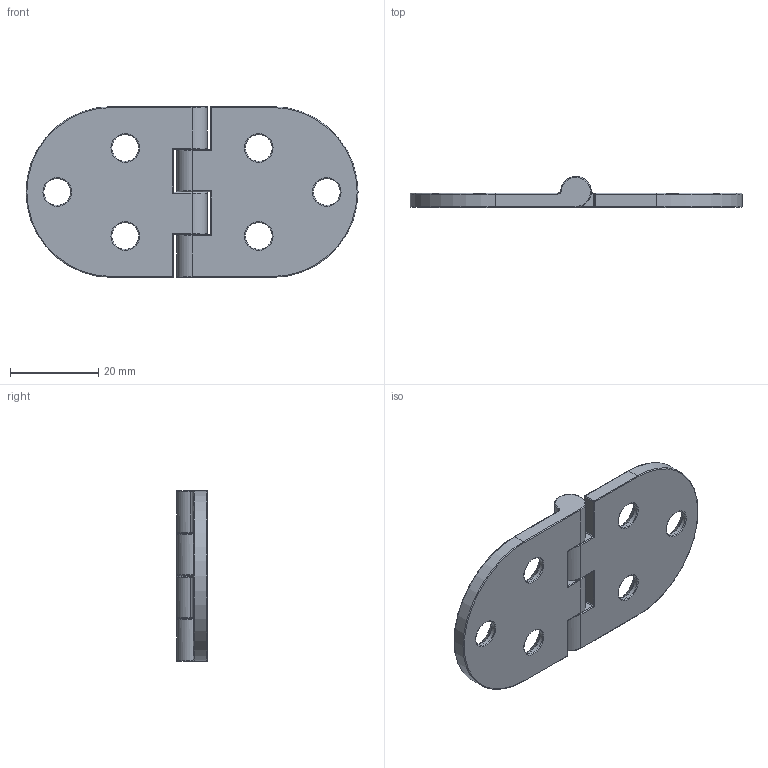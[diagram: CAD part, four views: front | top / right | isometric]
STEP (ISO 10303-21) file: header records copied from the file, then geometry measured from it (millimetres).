
FILE_DESCRIPTION (( 'STEP AP214' ), '1' );
FILE_NAME ('HGS-8572.STEP', '2019-07-24T06:55:22', ( '' ), ( '' ), 'SwSTEP 2.0', 'SolidWorks 2010', '' );
FILE_SCHEMA (( 'AUTOMOTIVE_DESIGN' ));
Length unit declared in the file: millimetre
Products named in the file (3): 鉸鏈片; HGS-8572; 插銷
Assembly tree (3 placements, depth 2):
  HGS-8572
    插銷
    鉸鏈片  x2
Bounding box: 75.4 x 7 x 38.8 mm (x, y, z)
Volume: 8042.7 mm3; surface area: 6970.6 mm2
Topology: 3 solids, 3 shells, 208 faces, 472 edges, 252 vertices
Faces by surface type: torus 82, cylinder 68, plane 20, bspline 18, cone 12, sphere 8
Entity records: 3412 total; most frequent: CARTESIAN_POINT 943, DIRECTION 571, ORIENTED_EDGE 458, AXIS2_PLACEMENT_3D 256, EDGE_CURVE 229, CIRCLE 152, VERTEX_POINT 127, EDGE_LOOP 116
